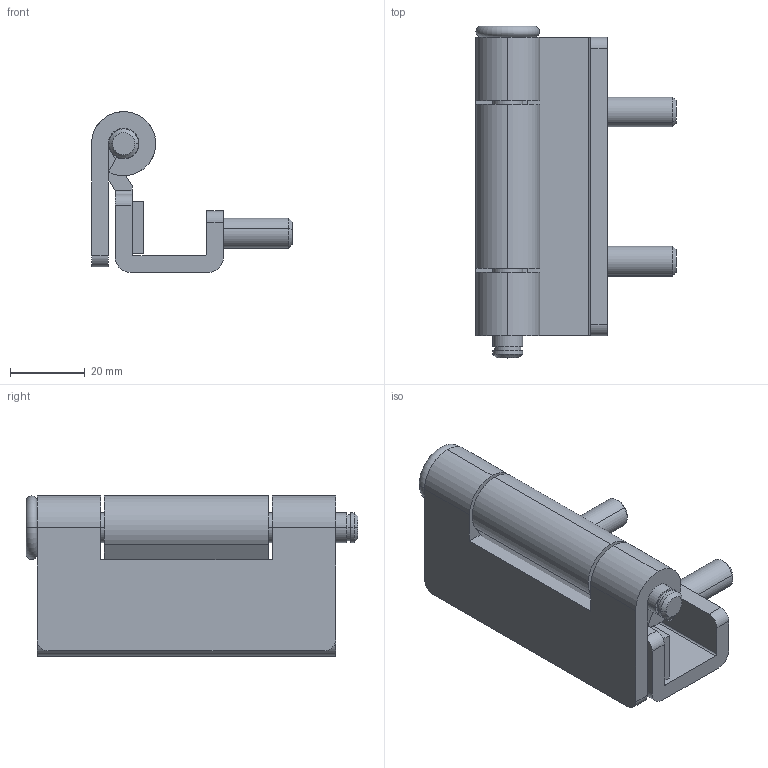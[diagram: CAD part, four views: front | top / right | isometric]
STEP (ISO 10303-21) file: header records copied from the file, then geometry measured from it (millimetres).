
FILE_DESCRIPTION (( 'STEP AP203' ), '1' );
FILE_NAME ('B-63-1.STEP', '2006-06-07T05:27:22', ( ' ' ), ( ' ' ), 'SwSTEP 2.0', 'SolidWorks 2005204', '' );
FILE_SCHEMA (( 'CONFIG_CONTROL_DESIGN' ));
Length unit declared in the file: millimetre
Products named in the file (6): B-63-1僸儞僕A_棉太倌; B-63-1僋僢僔儑儞_棉太倌; B-63-1僸儞僕B_棉太倌; B-63-1; B-63-1幉岾棙_棉太倌; B-63-1儃儖僩_棉太倌
Assembly tree (6 placements, depth 2):
  B-63-1
    B-63-1僸儞僕B_棉太倌
    B-63-1儃儖僩_棉太倌  x2
    B-63-1幉岾棙_棉太倌
    B-63-1僸儞僕A_棉太倌
    B-63-1僋僢僔儑儞_棉太倌
Bounding box: 53.85 x 89 x 43.1 mm (x, y, z)
Volume: 54082.1 mm3; surface area: 29640.8 mm2
Topology: 6 solids, 6 shells, 276 faces, 721 edges, 478 vertices
Faces by surface type: plane 154, bspline 64, cylinder 50, cone 6, torus 2
Entity records: 12317 total; most frequent: CARTESIAN_POINT 5302, ORIENTED_EDGE 1422, DIRECTION 1119, EDGE_CURVE 711, VECTOR 477, LINE 477, VERTEX_POINT 472, AXIS2_PLACEMENT_3D 321
